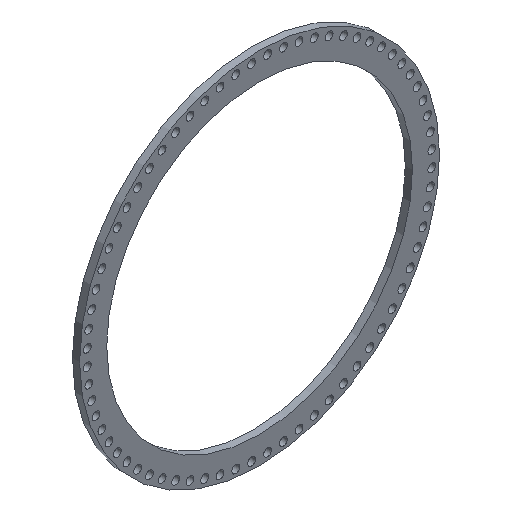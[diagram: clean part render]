
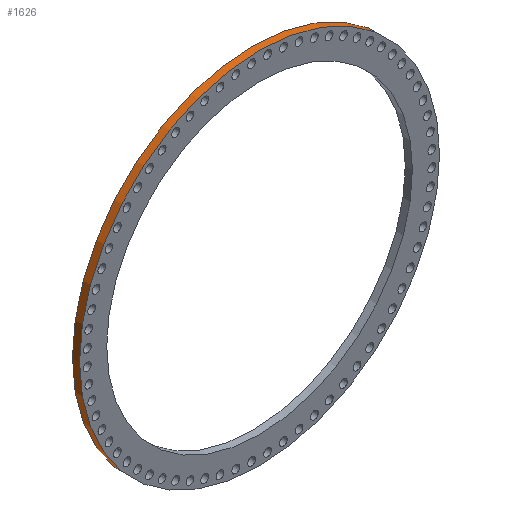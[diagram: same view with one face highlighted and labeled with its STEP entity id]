
A CAD part, isometric view. The second image highlights one B-rep face of the part: STEP entity #1626.
In plain terms, the highlighted cylindrical face has radius 1438.28 mm (diameter 2876.55 mm), a full revolution.
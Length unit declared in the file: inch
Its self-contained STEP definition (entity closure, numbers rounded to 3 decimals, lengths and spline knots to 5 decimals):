
#224=FACE_OUTER_BOUND('',#296,.T.);
#296=EDGE_LOOP('',(#1343,#1344,#1345,#1346));
#506=LINE('',#2778,#576);
#576=VECTOR('',#2352,56.625);
#715=CIRCLE('',#1859,56.625);
#716=CIRCLE('',#1860,56.625);
#855=VERTEX_POINT('',#2775);
#856=VERTEX_POINT('',#2777);
#1064=EDGE_CURVE('',#855,#855,#715,.T.);
#1065=EDGE_CURVE('',#855,#856,#506,.T.);
#1066=EDGE_CURVE('',#856,#856,#716,.T.);
#1343=ORIENTED_EDGE('',*,*,#1064,.F.);
#1344=ORIENTED_EDGE('',*,*,#1065,.T.);
#1345=ORIENTED_EDGE('',*,*,#1066,.T.);
#1346=ORIENTED_EDGE('',*,*,#1065,.F.);
#1556=CYLINDRICAL_SURFACE('',#1858,56.625);
#1626=ADVANCED_FACE('',(#224),#1556,.T.);
#1858=AXIS2_PLACEMENT_3D('',#2774,#2348,#2349);
#1859=AXIS2_PLACEMENT_3D('',#2776,#2350,#2351);
#1860=AXIS2_PLACEMENT_3D('',#2779,#2353,#2354);
#2348=DIRECTION('center_axis',(0.,1.,0.));
#2349=DIRECTION('ref_axis',(-1.,0.,0.));
#2350=DIRECTION('center_axis',(0.,1.,0.));
#2351=DIRECTION('ref_axis',(-1.,0.,0.));
#2352=DIRECTION('',(0.,-1.,0.));
#2353=DIRECTION('center_axis',(0.,1.,0.));
#2354=DIRECTION('ref_axis',(-1.,0.,0.));
#2774=CARTESIAN_POINT('Origin',(0.,0.,0.));
#2775=CARTESIAN_POINT('',(56.625,2.25,0.));
#2776=CARTESIAN_POINT('Origin',(0.,2.25,0.));
#2777=CARTESIAN_POINT('',(56.625,0.,0.));
#2778=CARTESIAN_POINT('',(56.625,0.,0.));
#2779=CARTESIAN_POINT('Origin',(0.,0.,0.));
